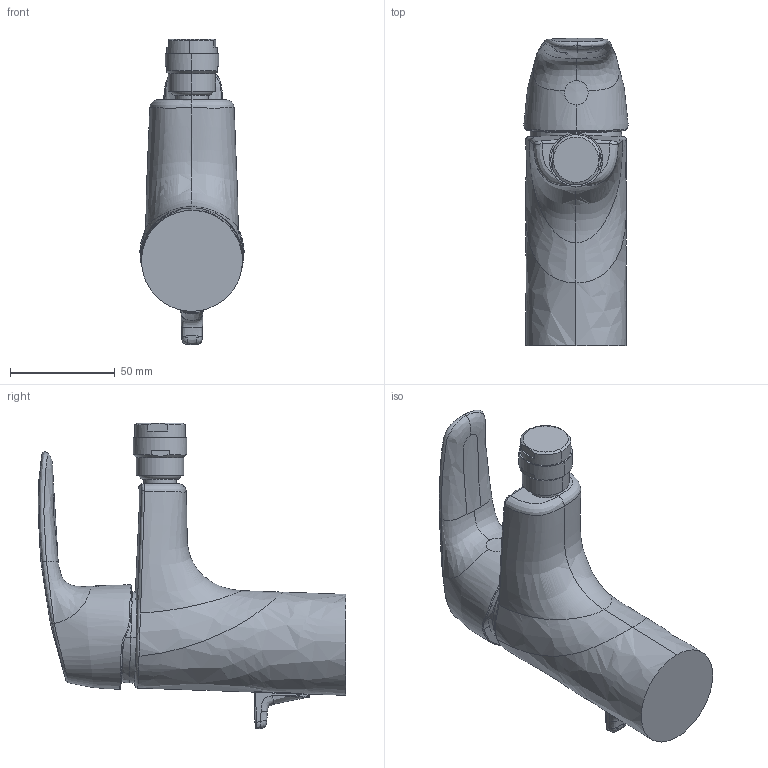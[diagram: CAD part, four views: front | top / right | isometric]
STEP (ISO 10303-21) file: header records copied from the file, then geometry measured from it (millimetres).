
FILE_DESCRIPTION (( 'STEP AP203' ), '1' );
FILE_NAME ('1018F(2017)+45073283.STEP', '2018-07-11T03:30:37', ( '' ), ( '' ), 'SwSTEP 2.0', 'SolidWorks 2016', '' );
FILE_SCHEMA (( 'CONFIG_CONTROL_DESIGN' ));
Length unit declared in the file: millimetre
Products named in the file (1): 1018F(2017)+45073283
Bounding box: 49.68 x 146.87 x 146 mm (x, y, z)
Volume: 327653.8 mm3; surface area: 38424.7 mm2
Topology: 1 solids, 1 shells, 113 faces, 272 edges, 166 vertices
Faces by surface type: bspline 71, plane 18, cylinder 16, cone 4, sphere 2, torus 2
Entity records: 24239 total; most frequent: CARTESIAN_POINT 22126, ORIENTED_EDGE 544, EDGE_CURVE 272, DIRECTION 224, B_SPLINE_CURVE_WITH_KNOTS 182, VERTEX_POINT 166, EDGE_LOOP 118, FACE_OUTER_BOUND 113
